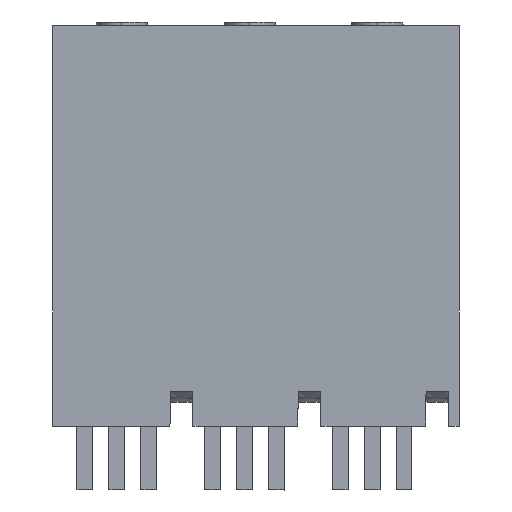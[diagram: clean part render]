
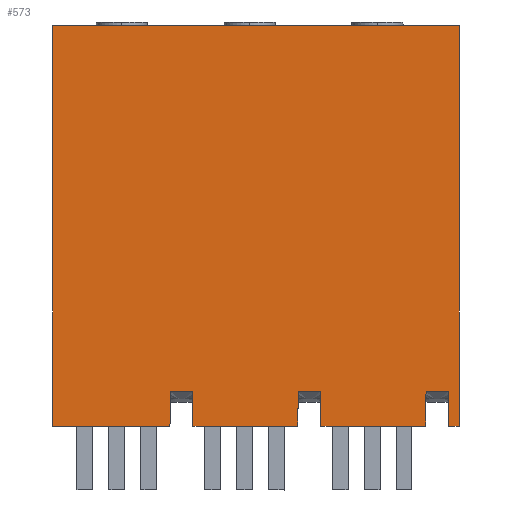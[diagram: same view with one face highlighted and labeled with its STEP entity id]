
A CAD part, front view. The second image highlights one B-rep face of the part: STEP entity #573.
In plain terms, the highlighted planar face has unit normal (0, -1, 0).
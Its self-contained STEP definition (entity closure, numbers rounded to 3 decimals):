
#441=AXIS2_PLACEMENT_3D('Plane Axis2P3D',#438,#439,#440) ;
#88=CARTESIAN_POINT('Vertex',(9.173,0.,5.)) ;
#93=CARTESIAN_POINT('Line Origine',(4.586,0.,5.)) ;
#97=CARTESIAN_POINT('Vertex',(0.,0.,5.)) ;
#352=CARTESIAN_POINT('Vertex',(9.196,0.,7.699)) ;
#355=CARTESIAN_POINT('Line Origine',(9.185,0.,6.349)) ;
#438=CARTESIAN_POINT('Axis2P3D Location',(-10.,0.,5.)) ;
#443=CARTESIAN_POINT('Line Origine',(0.,0.,20.65)) ;
#447=CARTESIAN_POINT('Vertex',(0.,0.,36.3)) ;
#450=CARTESIAN_POINT('Line Origine',(10.064,0.,7.691)) ;
#454=CARTESIAN_POINT('Vertex',(10.931,0.,7.683)) ;
#457=CARTESIAN_POINT('Line Origine',(10.943,0.,6.342)) ;
#461=CARTESIAN_POINT('Vertex',(10.954,0.,5.)) ;
#464=CARTESIAN_POINT('Line Origine',(11.377,0.,5.)) ;
#468=CARTESIAN_POINT('Vertex',(11.8,0.,5.)) ;
#471=CARTESIAN_POINT('Line Origine',(15.486,0.,5.)) ;
#475=CARTESIAN_POINT('Vertex',(19.173,0.,5.)) ;
#478=CARTESIAN_POINT('Line Origine',(19.185,0.,6.349)) ;
#482=CARTESIAN_POINT('Vertex',(19.196,0.,7.699)) ;
#485=CARTESIAN_POINT('Line Origine',(20.064,0.,7.691)) ;
#489=CARTESIAN_POINT('Vertex',(20.931,0.,7.683)) ;
#492=CARTESIAN_POINT('Line Origine',(20.943,0.,6.342)) ;
#496=CARTESIAN_POINT('Vertex',(20.954,0.,5.)) ;
#499=CARTESIAN_POINT('Line Origine',(21.377,0.,5.)) ;
#503=CARTESIAN_POINT('Vertex',(21.8,0.,5.)) ;
#506=CARTESIAN_POINT('Line Origine',(25.486,0.,5.)) ;
#510=CARTESIAN_POINT('Vertex',(29.173,0.,5.)) ;
#513=CARTESIAN_POINT('Line Origine',(29.185,0.,6.349)) ;
#517=CARTESIAN_POINT('Vertex',(29.196,0.,7.699)) ;
#520=CARTESIAN_POINT('Line Origine',(30.064,0.,7.691)) ;
#524=CARTESIAN_POINT('Vertex',(30.931,0.,7.683)) ;
#527=CARTESIAN_POINT('Line Origine',(30.943,0.,6.342)) ;
#531=CARTESIAN_POINT('Vertex',(30.954,0.,5.)) ;
#534=CARTESIAN_POINT('Line Origine',(31.377,0.,5.)) ;
#538=CARTESIAN_POINT('Vertex',(31.8,0.,5.)) ;
#541=CARTESIAN_POINT('Line Origine',(31.8,0.,20.65)) ;
#545=CARTESIAN_POINT('Vertex',(31.8,0.,36.3)) ;
#548=CARTESIAN_POINT('Line Origine',(15.9,0.,36.3)) ;
#94=DIRECTION('Vector Direction',(1.,0.,0.)) ;
#356=DIRECTION('Vector Direction',(0.009,0.,1.)) ;
#439=DIRECTION('Axis2P3D Direction',(0.,1.,0.)) ;
#440=DIRECTION('Axis2P3D XDirection',(0.,0.,1.)) ;
#444=DIRECTION('Vector Direction',(0.,0.,1.)) ;
#451=DIRECTION('Vector Direction',(1.,0.,-0.009)) ;
#458=DIRECTION('Vector Direction',(-0.009,0.,1.)) ;
#465=DIRECTION('Vector Direction',(1.,0.,0.)) ;
#472=DIRECTION('Vector Direction',(1.,0.,0.)) ;
#479=DIRECTION('Vector Direction',(0.009,0.,1.)) ;
#486=DIRECTION('Vector Direction',(1.,0.,-0.009)) ;
#493=DIRECTION('Vector Direction',(-0.009,0.,1.)) ;
#500=DIRECTION('Vector Direction',(1.,0.,0.)) ;
#507=DIRECTION('Vector Direction',(1.,0.,0.)) ;
#514=DIRECTION('Vector Direction',(0.009,0.,1.)) ;
#521=DIRECTION('Vector Direction',(1.,0.,-0.009)) ;
#528=DIRECTION('Vector Direction',(-0.009,0.,1.)) ;
#535=DIRECTION('Vector Direction',(1.,0.,0.)) ;
#542=DIRECTION('Vector Direction',(0.,0.,1.)) ;
#549=DIRECTION('Vector Direction',(1.,0.,0.)) ;
#95=VECTOR('Line Direction',#94,1.) ;
#357=VECTOR('Line Direction',#356,1.) ;
#445=VECTOR('Line Direction',#444,1.) ;
#452=VECTOR('Line Direction',#451,1.) ;
#459=VECTOR('Line Direction',#458,1.) ;
#466=VECTOR('Line Direction',#465,1.) ;
#473=VECTOR('Line Direction',#472,1.) ;
#480=VECTOR('Line Direction',#479,1.) ;
#487=VECTOR('Line Direction',#486,1.) ;
#494=VECTOR('Line Direction',#493,1.) ;
#501=VECTOR('Line Direction',#500,1.) ;
#508=VECTOR('Line Direction',#507,1.) ;
#515=VECTOR('Line Direction',#514,1.) ;
#522=VECTOR('Line Direction',#521,1.) ;
#529=VECTOR('Line Direction',#528,1.) ;
#536=VECTOR('Line Direction',#535,1.) ;
#543=VECTOR('Line Direction',#542,1.) ;
#550=VECTOR('Line Direction',#549,1.) ;
#554=ORIENTED_EDGE('',*,*,#449,.F.) ;
#555=ORIENTED_EDGE('',*,*,#99,.T.) ;
#556=ORIENTED_EDGE('',*,*,#359,.F.) ;
#557=ORIENTED_EDGE('',*,*,#456,.T.) ;
#558=ORIENTED_EDGE('',*,*,#463,.F.) ;
#559=ORIENTED_EDGE('',*,*,#470,.T.) ;
#560=ORIENTED_EDGE('',*,*,#477,.T.) ;
#561=ORIENTED_EDGE('',*,*,#484,.F.) ;
#562=ORIENTED_EDGE('',*,*,#491,.T.) ;
#563=ORIENTED_EDGE('',*,*,#498,.F.) ;
#564=ORIENTED_EDGE('',*,*,#505,.T.) ;
#565=ORIENTED_EDGE('',*,*,#512,.T.) ;
#566=ORIENTED_EDGE('',*,*,#519,.F.) ;
#567=ORIENTED_EDGE('',*,*,#526,.T.) ;
#568=ORIENTED_EDGE('',*,*,#533,.F.) ;
#569=ORIENTED_EDGE('',*,*,#540,.T.) ;
#570=ORIENTED_EDGE('',*,*,#547,.T.) ;
#571=ORIENTED_EDGE('',*,*,#552,.F.) ;
#573=ADVANCED_FACE('HOUSING',(#572),#442,.F.) ;
#99=EDGE_CURVE('',#98,#89,#96,.T.) ;
#359=EDGE_CURVE('',#353,#89,#358,.F.) ;
#449=EDGE_CURVE('',#98,#448,#446,.T.) ;
#456=EDGE_CURVE('',#353,#455,#453,.T.) ;
#463=EDGE_CURVE('',#462,#455,#460,.T.) ;
#470=EDGE_CURVE('',#462,#469,#467,.T.) ;
#477=EDGE_CURVE('',#469,#476,#474,.T.) ;
#484=EDGE_CURVE('',#483,#476,#481,.F.) ;
#491=EDGE_CURVE('',#483,#490,#488,.T.) ;
#498=EDGE_CURVE('',#497,#490,#495,.T.) ;
#505=EDGE_CURVE('',#497,#504,#502,.T.) ;
#512=EDGE_CURVE('',#504,#511,#509,.T.) ;
#519=EDGE_CURVE('',#518,#511,#516,.F.) ;
#526=EDGE_CURVE('',#518,#525,#523,.T.) ;
#533=EDGE_CURVE('',#532,#525,#530,.T.) ;
#540=EDGE_CURVE('',#532,#539,#537,.T.) ;
#547=EDGE_CURVE('',#539,#546,#544,.T.) ;
#552=EDGE_CURVE('',#448,#546,#551,.T.) ;
#553=EDGE_LOOP('',(#554,#555,#556,#557,#558,#559,#560,#561,#562,#563,#564,#565,#566,#567,#568,#569,#570,#571)) ;
#572=FACE_OUTER_BOUND('',#553,.T.) ;
#96=LINE('Line',#93,#95) ;
#358=LINE('Line',#355,#357) ;
#446=LINE('Line',#443,#445) ;
#453=LINE('Line',#450,#452) ;
#460=LINE('Line',#457,#459) ;
#467=LINE('Line',#464,#466) ;
#474=LINE('Line',#471,#473) ;
#481=LINE('Line',#478,#480) ;
#488=LINE('Line',#485,#487) ;
#495=LINE('Line',#492,#494) ;
#502=LINE('Line',#499,#501) ;
#509=LINE('Line',#506,#508) ;
#516=LINE('Line',#513,#515) ;
#523=LINE('Line',#520,#522) ;
#530=LINE('Line',#527,#529) ;
#537=LINE('Line',#534,#536) ;
#544=LINE('Line',#541,#543) ;
#551=LINE('Line',#548,#550) ;
#442=PLANE('',#441) ;
#89=VERTEX_POINT('',#88) ;
#98=VERTEX_POINT('',#97) ;
#353=VERTEX_POINT('',#352) ;
#448=VERTEX_POINT('',#447) ;
#455=VERTEX_POINT('',#454) ;
#462=VERTEX_POINT('',#461) ;
#469=VERTEX_POINT('',#468) ;
#476=VERTEX_POINT('',#475) ;
#483=VERTEX_POINT('',#482) ;
#490=VERTEX_POINT('',#489) ;
#497=VERTEX_POINT('',#496) ;
#504=VERTEX_POINT('',#503) ;
#511=VERTEX_POINT('',#510) ;
#518=VERTEX_POINT('',#517) ;
#525=VERTEX_POINT('',#524) ;
#532=VERTEX_POINT('',#531) ;
#539=VERTEX_POINT('',#538) ;
#546=VERTEX_POINT('',#545) ;
